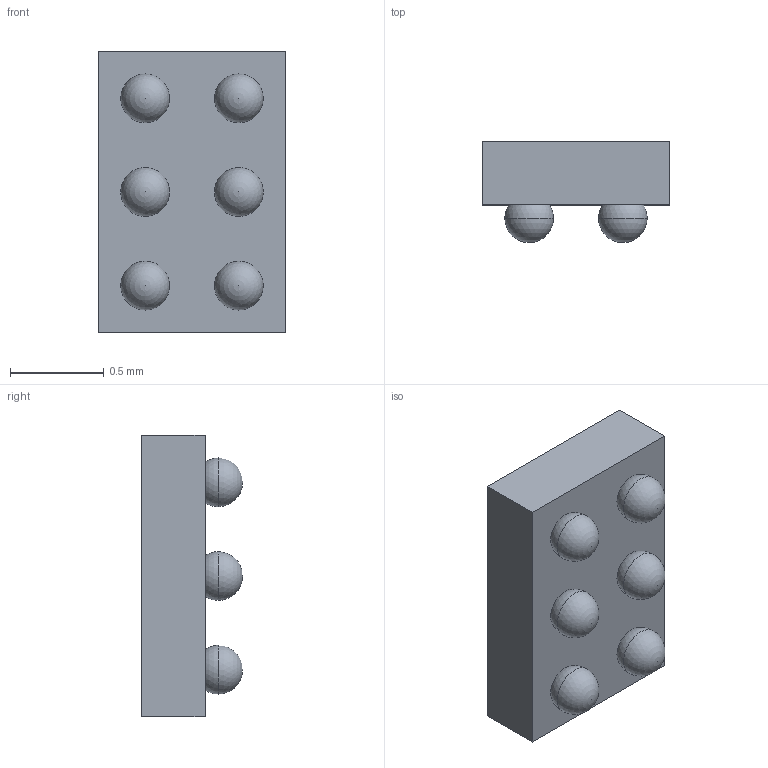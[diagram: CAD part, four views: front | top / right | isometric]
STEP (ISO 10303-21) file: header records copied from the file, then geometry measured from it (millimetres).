
FILE_DESCRIPTION (( 'STEP AP214' ), '1' );
FILE_NAME ('TCK111G,LF.STEP', '2023-12-13T23:24:58', ( '' ), ( '' ), 'SwSTEP 2.0', 'SolidWorks 2021', '' );
FILE_SCHEMA (( 'AUTOMOTIVE_DESIGN' ));
Length unit declared in the file: millimetre
Products named in the file (1): TCK111G,LF
Bounding box: 1 x 0.54 x 1.5 mm (x, y, z)
Volume: 0.6 mm3; surface area: 6.1 mm2
Topology: 8 solids, 8 shells, 31 faces, 72 edges, 52 vertices
Faces by surface type: plane 15, sphere 12, cylinder 4
Entity records: 843 total; most frequent: DIRECTION 144, CARTESIAN_POINT 120, ORIENTED_EDGE 96, AXIS2_PLACEMENT_3D 64, EDGE_CURVE 48, VERTEX_POINT 40, EDGE_LOOP 38, CIRCLE 32
